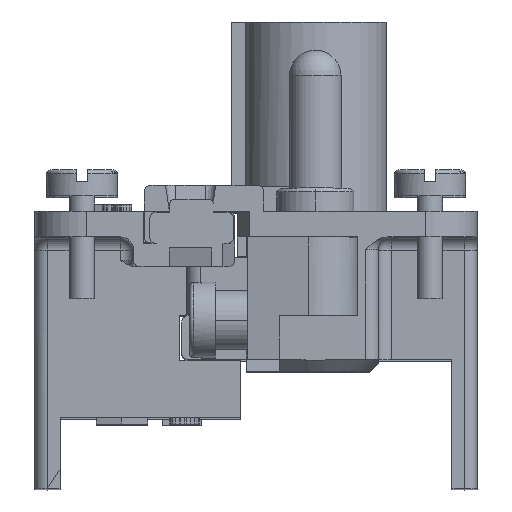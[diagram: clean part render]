
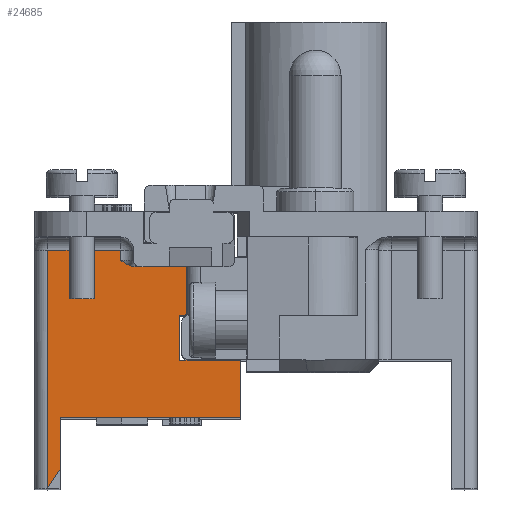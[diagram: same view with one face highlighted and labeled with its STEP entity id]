
A CAD part, top view. The second image highlights one B-rep face of the part: STEP entity #24685.
In plain terms, the highlighted planar face has unit normal (0, 0, 1).
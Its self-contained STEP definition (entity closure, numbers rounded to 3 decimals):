
#251=DIRECTION('',(0.999,0.035,0.));
#252=VECTOR('',#251,0.5);
#253=CARTESIAN_POINT('',(-3.7,13.45,31.65));
#254=LINE('',#253,#252);
#4034=DIRECTION('',(0.,1.,0.));
#4035=VECTOR('',#4034,3.733);
#4036=CARTESIAN_POINT('',(-3.2,13.467,31.65));
#4037=LINE('',#4036,#4035);
#4038=CARTESIAN_POINT('',(-8.3,17.7,31.65));
#4039=CARTESIAN_POINT('',(-8.178,17.614,31.65));
#4040=CARTESIAN_POINT('',(-7.949,17.453,31.65));
#4041=CARTESIAN_POINT('',(-7.613,17.276,31.65));
#4042=CARTESIAN_POINT('',(-7.402,17.22,31.65));
#4043=CARTESIAN_POINT('',(-7.298,17.207,31.65));
#4045=CARTESIAN_POINT('',(-7.298,17.207,31.65));
#4046=CARTESIAN_POINT('',(-7.285,17.206,31.65));
#4047=CARTESIAN_POINT('',(-7.258,17.203,31.65));
#4048=CARTESIAN_POINT('',(-7.22,17.201,31.65));
#4049=CARTESIAN_POINT('',(-7.194,17.2,31.65));
#4050=CARTESIAN_POINT('',(-7.182,17.2,31.65));
#4052=DIRECTION('',(1.,0.,0.));
#4053=VECTOR('',#4052,3.982);
#4054=CARTESIAN_POINT('',(-7.182,17.2,31.65));
#4055=LINE('',#4054,#4053);
#4056=DIRECTION('',(0.,-1.,0.));
#4057=VECTOR('',#4056,3.5);
#4058=CARTESIAN_POINT('',(-3.7,13.45,31.65));
#4059=LINE('',#4058,#4057);
#4060=DIRECTION('',(-1.,0.,0.));
#4061=VECTOR('',#4060,14.);
#4062=CARTESIAN_POINT('',(1.,5.5,31.65));
#4063=LINE('',#4062,#4061);
#4064=DIRECTION('',(0.,-1.,0.));
#4065=VECTOR('',#4064,4.);
#4066=CARTESIAN_POINT('',(-13.,5.5,31.65));
#4067=LINE('',#4066,#4065);
#4068=DIRECTION('',(-0.555,-0.832,0.));
#4069=VECTOR('',#4068,1.713);
#4070=CARTESIAN_POINT('',(-13.,1.5,31.65));
#4071=LINE('',#4070,#4069);
#4072=DIRECTION('',(0.,1.,0.));
#4073=VECTOR('',#4072,0.8);
#4074=CARTESIAN_POINT('',(-8.3,17.7,31.65));
#4075=LINE('',#4074,#4073);
#4114=DIRECTION('',(-1.,0.,0.));
#4115=VECTOR('',#4114,5.65);
#4116=CARTESIAN_POINT('',(-8.3,18.5,31.65));
#4117=LINE('',#4116,#4115);
#4133=DIRECTION('',(0.,-1.,0.));
#4134=VECTOR('',#4133,18.425);
#4135=CARTESIAN_POINT('',(-13.95,18.5,31.65));
#4136=LINE('',#4135,#4134);
#4407=DIRECTION('',(0.,1.,0.));
#4408=VECTOR('',#4407,4.45);
#4409=CARTESIAN_POINT('',(1.,5.5,31.65));
#4410=LINE('',#4409,#4408);
#4415=DIRECTION('',(-1.,0.,0.));
#4416=VECTOR('',#4415,4.7);
#4417=CARTESIAN_POINT('',(1.,9.95,31.65));
#4418=LINE('',#4417,#4416);
#16910=CARTESIAN_POINT('',(-3.2,17.2,31.65));
#16911=VERTEX_POINT('',#16910);
#16912=CARTESIAN_POINT('',(-7.182,17.2,31.65));
#16913=VERTEX_POINT('',#16912);
#17043=CARTESIAN_POINT('',(-8.3,17.7,31.65));
#17044=VERTEX_POINT('',#17043);
#17045=CARTESIAN_POINT('',(-8.3,18.5,31.65));
#17046=VERTEX_POINT('',#17045);
#17047=VERTEX_POINT('',#4045);
#17048=CARTESIAN_POINT('',(-3.2,13.467,31.65));
#17049=VERTEX_POINT('',#17048);
#17050=CARTESIAN_POINT('',(-3.7,13.45,31.65));
#17051=VERTEX_POINT('',#17050);
#17052=CARTESIAN_POINT('',(-3.7,9.95,31.65));
#17053=VERTEX_POINT('',#17052);
#17054=CARTESIAN_POINT('',(1.,9.95,31.65));
#17055=VERTEX_POINT('',#17054);
#17056=CARTESIAN_POINT('',(1.,5.5,31.65));
#17057=VERTEX_POINT('',#17056);
#17058=CARTESIAN_POINT('',(-13.,5.5,31.65));
#17059=VERTEX_POINT('',#17058);
#17060=CARTESIAN_POINT('',(-13.,1.5,31.65));
#17061=VERTEX_POINT('',#17060);
#17062=CARTESIAN_POINT('',(-13.95,0.075,31.65));
#17063=VERTEX_POINT('',#17062);
#17064=CARTESIAN_POINT('',(-13.95,18.5,31.65));
#17065=VERTEX_POINT('',#17064);
#24653=CARTESIAN_POINT('',(-14.95,0.,31.65));
#24654=DIRECTION('',(0.,0.,-1.));
#24655=DIRECTION('',(1.,0.,0.));
#24656=AXIS2_PLACEMENT_3D('',#24653,#24654,#24655);
#24657=PLANE('',#24656);
#24659=ORIENTED_EDGE('',*,*,#24658,.F.);
#24661=ORIENTED_EDGE('',*,*,#24660,.T.);
#24663=ORIENTED_EDGE('',*,*,#24662,.T.);
#24664=ORIENTED_EDGE('',*,*,#24539,.T.);
#24665=ORIENTED_EDGE('',*,*,#24647,.F.);
#24666=ORIENTED_EDGE('',*,*,#20806,.F.);
#24668=ORIENTED_EDGE('',*,*,#24667,.T.);
#24670=ORIENTED_EDGE('',*,*,#24669,.F.);
#24672=ORIENTED_EDGE('',*,*,#24671,.F.);
#24674=ORIENTED_EDGE('',*,*,#24673,.T.);
#24676=ORIENTED_EDGE('',*,*,#24675,.T.);
#24678=ORIENTED_EDGE('',*,*,#24677,.T.);
#24680=ORIENTED_EDGE('',*,*,#24679,.F.);
#24682=ORIENTED_EDGE('',*,*,#24681,.F.);
#24683=EDGE_LOOP('',(#24659,#24661,#24663,#24664,#24665,#24666,#24668,#24670,
#24672,#24674,#24676,#24678,#24680,#24682));
#24684=FACE_OUTER_BOUND('',#24683,.F.);
#4044=B_SPLINE_CURVE_WITH_KNOTS('',3,(#4038,#4039,#4040,#4041,#4042,#4043),
.UNSPECIFIED.,.F.,.F.,(4,1,1,4),(0.,0.333,0.667,1.),
.UNSPECIFIED.);
#4051=B_SPLINE_CURVE_WITH_KNOTS('',3,(#4045,#4046,#4047,#4048,#4049,#4050),
.UNSPECIFIED.,.F.,.F.,(4,1,1,4),(0.,0.333,0.667,1.),
.UNSPECIFIED.);
#20806=EDGE_CURVE('',#17051,#17049,#254,.T.);
#24539=EDGE_CURVE('',#16913,#16911,#4055,.T.);
#24647=EDGE_CURVE('',#17049,#16911,#4037,.T.);
#24658=EDGE_CURVE('',#17044,#17046,#4075,.T.);
#24660=EDGE_CURVE('',#17044,#17047,#4044,.T.);
#24662=EDGE_CURVE('',#17047,#16913,#4051,.T.);
#24667=EDGE_CURVE('',#17051,#17053,#4059,.T.);
#24669=EDGE_CURVE('',#17055,#17053,#4418,.T.);
#24671=EDGE_CURVE('',#17057,#17055,#4410,.T.);
#24673=EDGE_CURVE('',#17057,#17059,#4063,.T.);
#24675=EDGE_CURVE('',#17059,#17061,#4067,.T.);
#24677=EDGE_CURVE('',#17061,#17063,#4071,.T.);
#24679=EDGE_CURVE('',#17065,#17063,#4136,.T.);
#24681=EDGE_CURVE('',#17046,#17065,#4117,.T.);
#24685=ADVANCED_FACE('',(#24684),#24657,.F.);
